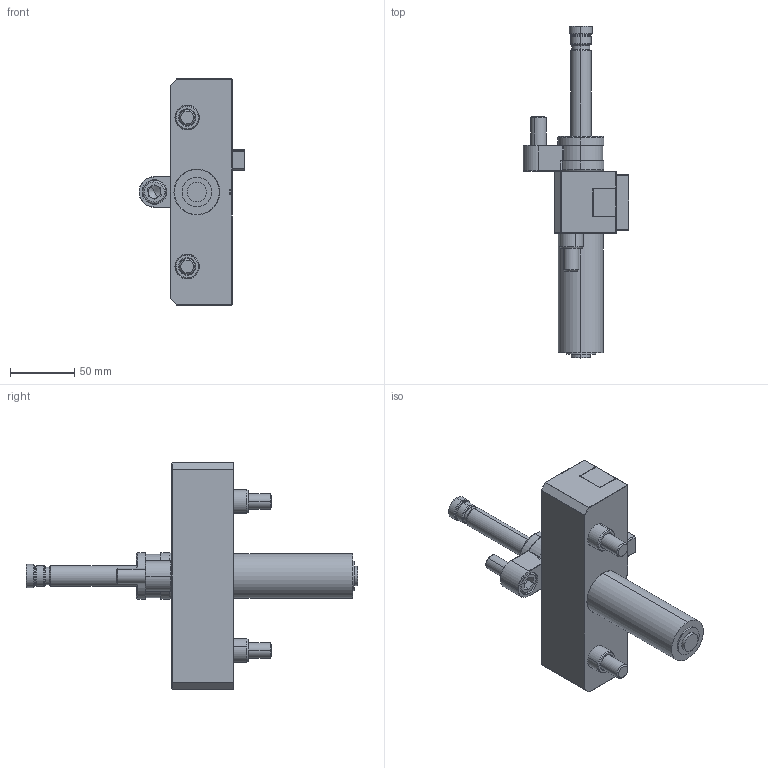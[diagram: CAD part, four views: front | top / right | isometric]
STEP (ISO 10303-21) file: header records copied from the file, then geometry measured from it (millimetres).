
FILE_DESCRIPTION (( 'STEP AP214' ), '1' );
FILE_NAME ('LS30075L.STEP', '2024-09-04T09:56:06', ( '' ), ( '' ), 'SwSTEP 2.0', 'SolidWorks 2021', '' );
FILE_SCHEMA (( 'AUTOMOTIVE_DESIGN' ));
Length unit declared in the file: millimetre
Products named in the file (10): 9LS30050L-A1; ZBS050; 1DIN9121265_DIN 912 M12 x 40 --- 40C; LS30075L; 1DIN9121230_DIN 912 M12 x 30; 9LS30050L-C2; 9LS30075L-C1; 9LS30075L-BC; 9LS30050L-A2; 9LS30075L-B1
Assembly tree (11 placements, depth 2):
  LS30075L
    9LS30075L-BC
    9LS30075L-B1
    9LS30075L-C1
    9LS30050L-C2
    9LS30050L-A1
    9LS30050L-A2
    1DIN9121265_DIN 912 M12 x 40 --- 40C  x2
    ZBS050  x2
    1DIN9121230_DIN 912 M12 x 30
Bounding box: 82.5 x 258.5 x 176 mm (x, y, z)
Volume: 525263.2 mm3; surface area: 143022 mm2
Topology: 13 solids, 13 shells, 736 faces, 1674 edges, 953 vertices
Faces by surface type: plane 248, cylinder 225, cone 94, torus 76, sphere 54, bspline 39
Entity records: 22858 total; most frequent: CARTESIAN_POINT 5786, DIRECTION 3356, ORIENTED_EDGE 3024, EDGE_CURVE 1512, AXIS2_PLACEMENT_3D 1284, VERTEX_POINT 890, VECTOR 788, LINE 788
